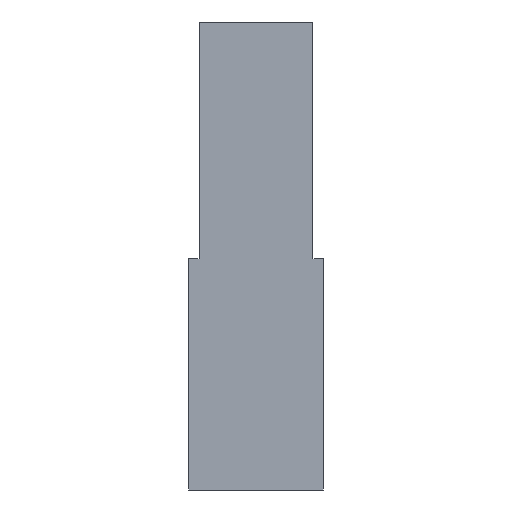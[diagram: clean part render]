
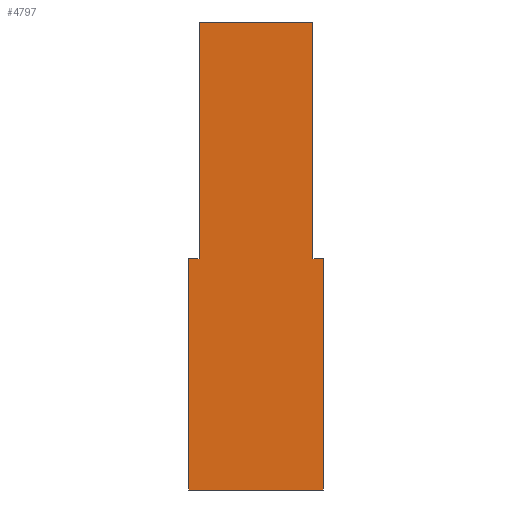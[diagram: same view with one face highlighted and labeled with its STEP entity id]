
A CAD part, left-side view. The second image highlights one B-rep face of the part: STEP entity #4797.
In plain terms, the highlighted planar face has unit normal (-1, 0, 0).
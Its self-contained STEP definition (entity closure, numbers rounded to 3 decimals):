
#52 = EDGE_CURVE ( 'NONE', #5488, #1096, #4584, .T. ) ;
#69 = CARTESIAN_POINT ( 'NONE',  ( -12.025, -1.035, -0.05 ) ) ;
#114 = CARTESIAN_POINT ( 'NONE',  ( -12.025, 1.225, -0.05 ) ) ;
#205 = VERTEX_POINT ( 'NONE', #5805 ) ;
#220 = DIRECTION ( 'NONE',  ( 0., -1., 0. ) ) ;
#406 = CARTESIAN_POINT ( 'NONE',  ( -12.025, -1.035, -0.05 ) ) ;
#484 = ORIENTED_EDGE ( 'NONE', *, *, #3783, .F. ) ;
#667 = ORIENTED_EDGE ( 'NONE', *, *, #4534, .F. ) ;
#704 = DIRECTION ( 'NONE',  ( 0., 0., -1. ) ) ;
#757 = CARTESIAN_POINT ( 'NONE',  ( -12.025, 1.035, -0.05 ) ) ;
#894 = LINE ( 'NONE', #1467, #1774 ) ;
#1096 = VERTEX_POINT ( 'NONE', #5448 ) ;
#1303 = LINE ( 'NONE', #6691, #2130 ) ;
#1316 = DIRECTION ( 'NONE',  ( 0., -1., 0. ) ) ;
#1440 = LINE ( 'NONE', #406, #5185 ) ;
#1467 = CARTESIAN_POINT ( 'NONE',  ( -12.025, 1.225, 4.25 ) ) ;
#1678 = ORIENTED_EDGE ( 'NONE', *, *, #3310, .F. ) ;
#1774 = VECTOR ( 'NONE', #5732, 1000. ) ;
#1811 = DIRECTION ( 'NONE',  ( 0., -1., 0. ) ) ;
#1815 = DIRECTION ( 'NONE',  ( 1., 0., 0. ) ) ;
#1852 = CARTESIAN_POINT ( 'NONE',  ( -12.025, 1.225, -4.25 ) ) ;
#2130 = VECTOR ( 'NONE', #3888, 1000. ) ;
#2194 = ORIENTED_EDGE ( 'NONE', *, *, #4248, .T. ) ;
#2303 = VERTEX_POINT ( 'NONE', #2671 ) ;
#2560 = EDGE_LOOP ( 'NONE', ( #2194, #3986, #5585, #1678, #667, #2861, #6526, #484 ) ) ;
#2671 = CARTESIAN_POINT ( 'NONE',  ( -12.025, 1.225, -0.05 ) ) ;
#2861 = ORIENTED_EDGE ( 'NONE', *, *, #52, .T. ) ;
#2933 = LINE ( 'NONE', #6718, #4257 ) ;
#2941 = VERTEX_POINT ( 'NONE', #757 ) ;
#3310 = EDGE_CURVE ( 'NONE', #2303, #2941, #4015, .T. ) ;
#3783 = EDGE_CURVE ( 'NONE', #6749, #4529, #2933, .T. ) ;
#3888 = DIRECTION ( 'NONE',  ( 0., 0., 1. ) ) ;
#3896 = PLANE ( 'NONE',  #4478 ) ;
#3986 = ORIENTED_EDGE ( 'NONE', *, *, #6809, .F. ) ;
#4015 = LINE ( 'NONE', #114, #4544 ) ;
#4034 = DIRECTION ( 'NONE',  ( 0., -1., 0. ) ) ;
#4046 = CARTESIAN_POINT ( 'NONE',  ( -12.025, 1.225, 4.25 ) ) ;
#4049 = CARTESIAN_POINT ( 'NONE',  ( -12.025, 1.035, -0.05 ) ) ;
#4248 = EDGE_CURVE ( 'NONE', #6749, #205, #1440, .T. ) ;
#4257 = VECTOR ( 'NONE', #4034, 1000. ) ;
#4264 = CARTESIAN_POINT ( 'NONE',  ( -12.025, -1.225, -0.05 ) ) ;
#4478 = AXIS2_PLACEMENT_3D ( 'NONE', #4046, #1815, #704 ) ;
#4529 = VERTEX_POINT ( 'NONE', #4264 ) ;
#4534 = EDGE_CURVE ( 'NONE', #5488, #2303, #894, .T. ) ;
#4544 = VECTOR ( 'NONE', #220, 1000. ) ;
#4584 = LINE ( 'NONE', #1852, #5212 ) ;
#4797 = ADVANCED_FACE ( 'NONE', ( #5121 ), #3896, .F. ) ;
#4975 = CARTESIAN_POINT ( 'NONE',  ( -12.025, 1.225, 4.25 ) ) ;
#5112 = VERTEX_POINT ( 'NONE', #6174 ) ;
#5121 = FACE_OUTER_BOUND ( 'NONE', #2560, .T. ) ;
#5152 = EDGE_CURVE ( 'NONE', #1096, #4529, #1303, .T. ) ;
#5157 = DIRECTION ( 'NONE',  ( 0., 0., 1. ) ) ;
#5185 = VECTOR ( 'NONE', #6879, 1000. ) ;
#5212 = VECTOR ( 'NONE', #1316, 1000. ) ;
#5448 = CARTESIAN_POINT ( 'NONE',  ( -12.025, -1.225, -4.25 ) ) ;
#5488 = VERTEX_POINT ( 'NONE', #6674 ) ;
#5585 = ORIENTED_EDGE ( 'NONE', *, *, #5963, .F. ) ;
#5732 = DIRECTION ( 'NONE',  ( 0., 0., 1. ) ) ;
#5788 = VECTOR ( 'NONE', #1811, 1000. ) ;
#5805 = CARTESIAN_POINT ( 'NONE',  ( -12.025, -1.035, 4.25 ) ) ;
#5963 = EDGE_CURVE ( 'NONE', #2941, #5112, #6701, .T. ) ;
#6041 = LINE ( 'NONE', #4975, #5788 ) ;
#6114 = VECTOR ( 'NONE', #5157, 1000. ) ;
#6174 = CARTESIAN_POINT ( 'NONE',  ( -12.025, 1.035, 4.25 ) ) ;
#6526 = ORIENTED_EDGE ( 'NONE', *, *, #5152, .T. ) ;
#6674 = CARTESIAN_POINT ( 'NONE',  ( -12.025, 1.225, -4.25 ) ) ;
#6691 = CARTESIAN_POINT ( 'NONE',  ( -12.025, -1.225, 4.25 ) ) ;
#6701 = LINE ( 'NONE', #4049, #6114 ) ;
#6718 = CARTESIAN_POINT ( 'NONE',  ( -12.025, 1.225, -0.05 ) ) ;
#6749 = VERTEX_POINT ( 'NONE', #69 ) ;
#6809 = EDGE_CURVE ( 'NONE', #5112, #205, #6041, .T. ) ;
#6879 = DIRECTION ( 'NONE',  ( 0., 0., 1. ) ) ;
